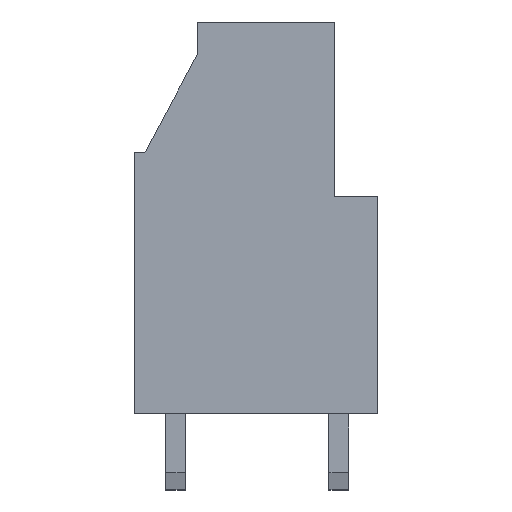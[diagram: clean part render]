
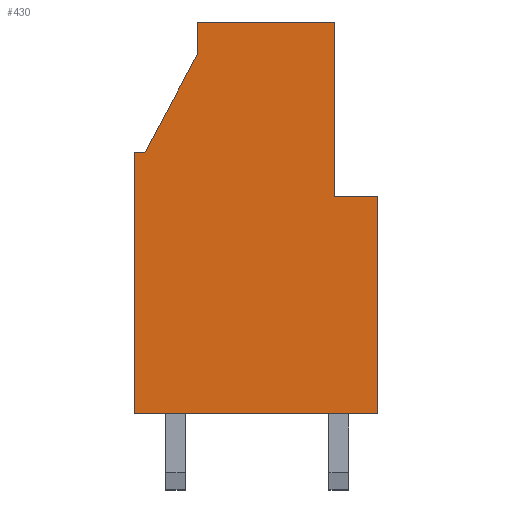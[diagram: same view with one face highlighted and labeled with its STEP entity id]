
A CAD part, front view. The second image highlights one B-rep face of the part: STEP entity #430.
In plain terms, the highlighted planar face has unit normal (0, -1, 0).
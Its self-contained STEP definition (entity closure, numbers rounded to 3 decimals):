
#430 = ADVANCED_FACE( '', ( #960 ), #961, .F. );
#960 = FACE_OUTER_BOUND( '', #1605, .T. );
#961 = PLANE( '', #1606 );
#1605 = EDGE_LOOP( '', ( #2724, #2725, #2726, #2727, #2728, #2729, #2730, #2731, #2732 ) );
#1606 = AXIS2_PLACEMENT_3D( '', #2733, #2734, #2735 );
#2724 = ORIENTED_EDGE( '', *, *, #4363, .F. );
#2725 = ORIENTED_EDGE( '', *, *, #4419, .T. );
#2726 = ORIENTED_EDGE( '', *, *, #4420, .F. );
#2727 = ORIENTED_EDGE( '', *, *, #4421, .F. );
#2728 = ORIENTED_EDGE( '', *, *, #4422, .F. );
#2729 = ORIENTED_EDGE( '', *, *, #4423, .T. );
#2730 = ORIENTED_EDGE( '', *, *, #4424, .T. );
#2731 = ORIENTED_EDGE( '', *, *, #4210, .T. );
#2732 = ORIENTED_EDGE( '', *, *, #4425, .F. );
#2733 = CARTESIAN_POINT( '', ( 12.134, -2.54, 19.8 ) );
#2734 = DIRECTION( '', ( 0., 1., 0. ) );
#2735 = DIRECTION( '', ( -1., 0., 0. ) );
#4210 = EDGE_CURVE( '', #5149, #5153, #5155, .T. );
#4363 = EDGE_CURVE( '', #5401, #5397, #5403, .T. );
#4419 = EDGE_CURVE( '', #5401, #5489, #5490, .T. );
#4420 = EDGE_CURVE( '', #5491, #5489, #5492, .T. );
#4421 = EDGE_CURVE( '', #5493, #5491, #5494, .T. );
#4422 = EDGE_CURVE( '', #5495, #5493, #5496, .T. );
#4423 = EDGE_CURVE( '', #5495, #5497, #5498, .T. );
#4424 = EDGE_CURVE( '', #5497, #5149, #5499, .T. );
#4425 = EDGE_CURVE( '', #5397, #5153, #5500, .T. );
#5149 = VERTEX_POINT( '', #6478 );
#5153 = VERTEX_POINT( '', #6484 );
#5155 = LINE( '', #6487, #6488 );
#5397 = VERTEX_POINT( '', #6849 );
#5401 = VERTEX_POINT( '', #6855 );
#5403 = LINE( '', #6858, #6859 );
#5489 = VERTEX_POINT( '', #6987 );
#5490 = LINE( '', #6988, #6989 );
#5491 = VERTEX_POINT( '', #6990 );
#5492 = LINE( '', #6991, #6992 );
#5493 = VERTEX_POINT( '', #6993 );
#5494 = LINE( '', #6994, #6995 );
#5495 = VERTEX_POINT( '', #6996 );
#5496 = LINE( '', #6997, #6998 );
#5497 = VERTEX_POINT( '', #6999 );
#5498 = LINE( '', #7000, #7001 );
#5499 = LINE( '', #7002, #7003 );
#5500 = LINE( '', #7004, #7005 );
#6478 = CARTESIAN_POINT( '', ( 11.2, -2.54, 0. ) );
#6484 = CARTESIAN_POINT( '', ( 11.2, -2.54, 10. ) );
#6487 = CARTESIAN_POINT( '', ( 11.2, -2.54, -1. ) );
#6488 = VECTOR( '', #7859, 1000. );
#6849 = CARTESIAN_POINT( '', ( 9.2, -2.54, 10. ) );
#6855 = CARTESIAN_POINT( '', ( 9.2, -2.54, 18. ) );
#6858 = CARTESIAN_POINT( '', ( 9.2, -2.54, 18. ) );
#6859 = VECTOR( '', #7997, 1000. );
#6987 = CARTESIAN_POINT( '', ( 2.9, -2.54, 18. ) );
#6988 = CARTESIAN_POINT( '', ( 5.35, -2.54, 18. ) );
#6989 = VECTOR( '', #8040, 1000. );
#6990 = CARTESIAN_POINT( '', ( 2.9, -2.54, 16.5 ) );
#6991 = CARTESIAN_POINT( '', ( 2.9, -2.54, -1. ) );
#6992 = VECTOR( '', #8041, 1000. );
#6993 = CARTESIAN_POINT( '', ( 0.5, -2.54, 12. ) );
#6994 = CARTESIAN_POINT( '', ( -6.433, -2.54, -1. ) );
#6995 = VECTOR( '', #8042, 1000. );
#6996 = CARTESIAN_POINT( '', ( 0., -2.54, 12. ) );
#6997 = CARTESIAN_POINT( '', ( 5.35, -2.54, 12. ) );
#6998 = VECTOR( '', #8043, 1000. );
#6999 = CARTESIAN_POINT( '', ( 0., -2.54, 0. ) );
#7000 = CARTESIAN_POINT( '', ( 0., -2.54, -1. ) );
#7001 = VECTOR( '', #8044, 1000. );
#7002 = CARTESIAN_POINT( '', ( 5.35, -2.54, 0. ) );
#7003 = VECTOR( '', #8045, 1000. );
#7004 = CARTESIAN_POINT( '', ( 9.038, -2.54, 10. ) );
#7005 = VECTOR( '', #8046, 1000. );
#7859 = DIRECTION( '', ( 0., 0., 1. ) );
#7997 = DIRECTION( '', ( 0., 0., -1. ) );
#8040 = DIRECTION( '', ( -1., 0., 0. ) );
#8041 = DIRECTION( '', ( 0., 0., 1. ) );
#8042 = DIRECTION( '', ( 0.471, 0., 0.882 ) );
#8043 = DIRECTION( '', ( 1., 0., 0. ) );
#8044 = DIRECTION( '', ( 0., 0., -1. ) );
#8045 = DIRECTION( '', ( 1., 0., 0. ) );
#8046 = DIRECTION( '', ( 1., 0., 0. ) );
